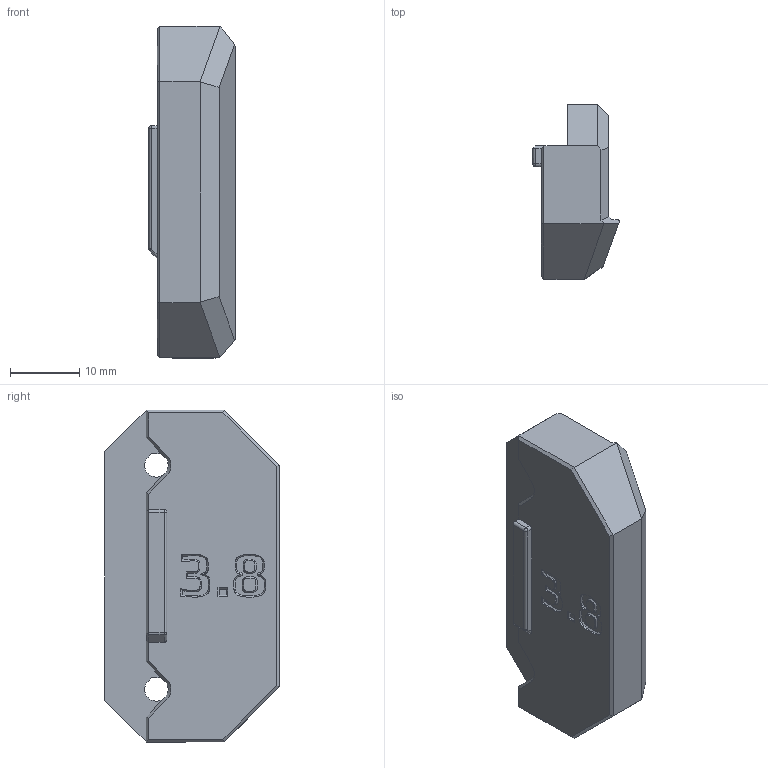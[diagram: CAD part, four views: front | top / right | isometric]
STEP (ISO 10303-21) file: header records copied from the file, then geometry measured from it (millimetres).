
FILE_DESCRIPTION(/* description */ ('STEP AP242','CAx-IF Rec.Pracs.---Representation and Presentation of Product Manufacturing Information (PMI)---4.0---2014-10-13','CAx-IF Rec.Pracs.---3D Tessellated Geometry---0.4---2014-09-14','2;1'),/* implementation_level */ '2;1');
FILE_NAME(/* name */ '68d01011096e3cefbbde5fe3',/* time_stamp */ '2025-09-21T14:47:45Z',/* author */ (''),/* organization */ (''),/* preprocessor_version */ 'ST-DEVELOPER v20',/* originating_system */ 'ONSHAPE BY PTC INC, 1.204',/* authorisation */ ' ');
FILE_SCHEMA (('AP242_MANAGED_MODEL_BASED_3D_ENGINEERING_MIM_LF { 1 0 10303 442 1 1 4 }'));
Length unit declared in the file: metre
Products named in the file (1): Latch_3.8mm v1
Bounding box: 12.47 x 25.28 x 48 mm (x, y, z)
Volume: 8812.8 mm3; surface area: 3826.9 mm2
Topology: 1 solids, 1 shells, 284 faces, 692 edges, 417 vertices
Faces by surface type: plane 146, bspline 104, cylinder 26, cone 6, sphere 2
Entity records: 10333 total; most frequent: CARTESIAN_POINT 4371, ORIENTED_EDGE 1384, DIRECTION 913, EDGE_CURVE 692, LINE 447, VECTOR 447, VERTEX_POINT 417, EDGE_LOOP 295
